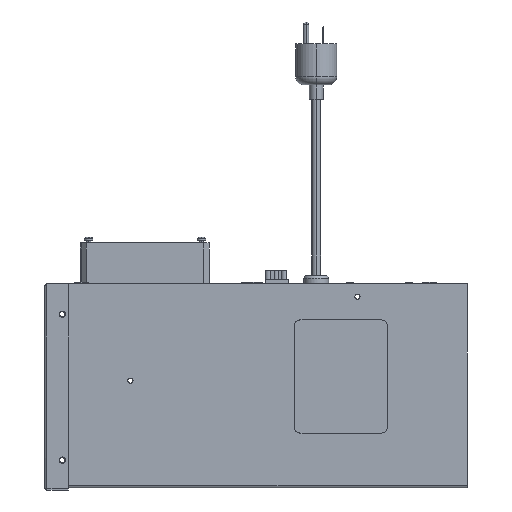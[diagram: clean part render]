
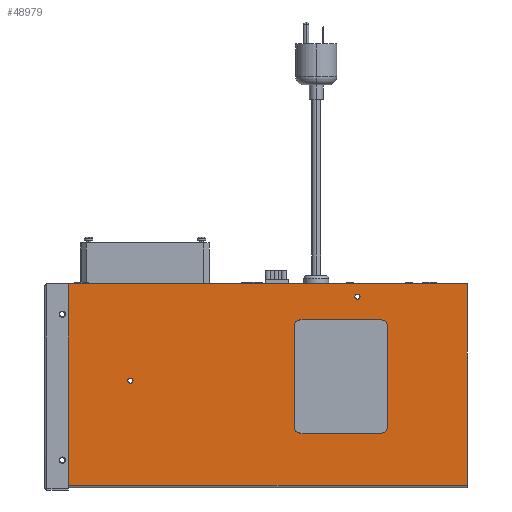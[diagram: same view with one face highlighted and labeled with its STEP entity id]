
A CAD part, left-side view. The second image highlights one B-rep face of the part: STEP entity #48979.
In plain terms, the highlighted planar face has unit normal (-1, 0, 0).
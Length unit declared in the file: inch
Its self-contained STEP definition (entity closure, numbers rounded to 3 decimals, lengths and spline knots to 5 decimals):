
#1427 = EDGE_CURVE ( 'NONE', #76413, #60217, #72522, .T. ) ;
#2225 = DIRECTION ( 'NONE',  ( -1., 0., 0. ) ) ;
#2770 = CIRCLE ( 'NONE', #19395, 0.09449 ) ;
#5148 = AXIS2_PLACEMENT_3D ( 'NONE', #8233, #103058, #103631 ) ;
#5887 = DIRECTION ( 'NONE',  ( -1., 0., 0. ) ) ;
#7097 = FACE_BOUND ( 'NONE', #29939, .T. ) ;
#7499 = DIRECTION ( 'NONE',  ( -1., 0., 0. ) ) ;
#8233 = CARTESIAN_POINT ( 'NONE',  ( -3.5, -0.55118, 3.7978 ) ) ;
#8845 = EDGE_CURVE ( 'NONE', #73572, #95163, #15512, .T. ) ;
#10382 = VERTEX_POINT ( 'NONE', #96354 ) ;
#12859 = CARTESIAN_POINT ( 'NONE',  ( -3.5, -0.55118, -3.5762 ) ) ;
#13809 = VECTOR ( 'NONE', #93285, 39.37008 ) ;
#14363 = AXIS2_PLACEMENT_3D ( 'NONE', #22254, #83150, #39515 ) ;
#14736 = AXIS2_PLACEMENT_3D ( 'NONE', #84068, #5887, #41551 ) ;
#15512 = CIRCLE ( 'NONE', #110947, 0.09449 ) ;
#15987 = LINE ( 'NONE', #78001, #35724 ) ;
#17302 = CARTESIAN_POINT ( 'NONE',  ( -3.5, 14.26299, 2.59308 ) ) ;
#17759 = CIRCLE ( 'NONE', #81957, 0.09449 ) ;
#17906 = ORIENTED_EDGE ( 'NONE', *, *, #78792, .F. ) ;
#19395 = AXIS2_PLACEMENT_3D ( 'NONE', #107031, #53076, #80034 ) ;
#19589 = CARTESIAN_POINT ( 'NONE',  ( -3.5, -0.55118, -3.5762 ) ) ;
#20001 = CARTESIAN_POINT ( 'NONE',  ( -3.5, 3.46921, 3.41949 ) ) ;
#21922 = LINE ( 'NONE', #91436, #81959 ) ;
#22254 = CARTESIAN_POINT ( 'NONE',  ( -3.5, 14.26299, 2.68757 ) ) ;
#22466 = DIRECTION ( 'NONE',  ( 0., 0.707, -0.707 ) ) ;
#22717 = CARTESIAN_POINT ( 'NONE',  ( -3.5, -0.55118, 3.7978 ) ) ;
#24007 = VECTOR ( 'NONE', #107219, 39.37008 ) ;
#24839 = EDGE_CURVE ( 'NONE', #48167, #35786, #21922, .T. ) ;
#25277 = EDGE_CURVE ( 'NONE', #110668, #10382, #15987, .T. ) ;
#26550 = EDGE_CURVE ( 'NONE', #54713, #42966, #51358, .T. ) ;
#26877 = ORIENTED_EDGE ( 'NONE', *, *, #48668, .F. ) ;
#28318 = VERTEX_POINT ( 'NONE', #103311 ) ;
#28631 = CARTESIAN_POINT ( 'NONE',  ( -3.5, 14.26299, -2.55531 ) ) ;
#29258 = DIRECTION ( 'NONE',  ( 0., 0., -1. ) ) ;
#29939 = EDGE_LOOP ( 'NONE', ( #36717, #94476 ) ) ;
#30289 = CARTESIAN_POINT ( 'NONE',  ( -3.5, 14.26299, -2.6498 ) ) ;
#31060 = ORIENTED_EDGE ( 'NONE', *, *, #93958, .T. ) ;
#32809 = CARTESIAN_POINT ( 'NONE',  ( -3.5, 14.80315, 3.714 ) ) ;
#32971 = LINE ( 'NONE', #101333, #13809 ) ;
#33570 = FACE_OUTER_BOUND ( 'NONE', #108470, .T. ) ;
#35698 = CARTESIAN_POINT ( 'NONE',  ( -3.5, 3.46921, 3.325 ) ) ;
#35724 = VECTOR ( 'NONE', #41856, 39.37008 ) ;
#35740 = VERTEX_POINT ( 'NONE', #95523 ) ;
#35786 = VERTEX_POINT ( 'NONE', #53046 ) ;
#36717 = ORIENTED_EDGE ( 'NONE', *, *, #72852, .F. ) ;
#36937 = DIRECTION ( 'NONE',  ( 0., 0., -1. ) ) ;
#37871 = DIRECTION ( 'NONE',  ( -1., 0., 0. ) ) ;
#38448 = CARTESIAN_POINT ( 'NONE',  ( -3.5, 11.77197, 0.2532 ) ) ;
#38777 = CARTESIAN_POINT ( 'NONE',  ( -3.5, 11.77197, 0.34769 ) ) ;
#39515 = DIRECTION ( 'NONE',  ( 0., 0., -1. ) ) ;
#39672 = CARTESIAN_POINT ( 'NONE',  ( -3.5, 14.26299, -2.74429 ) ) ;
#41551 = DIRECTION ( 'NONE',  ( 0., 0., -1. ) ) ;
#41856 = DIRECTION ( 'NONE',  ( 0., 0., -1. ) ) ;
#41920 = CIRCLE ( 'NONE', #14363, 0.09449 ) ;
#42736 = FACE_BOUND ( 'NONE', #72466, .T. ) ;
#42966 = VERTEX_POINT ( 'NONE', #39672 ) ;
#43022 = CIRCLE ( 'NONE', #83351, 0.09449 ) ;
#46577 = ORIENTED_EDGE ( 'NONE', *, *, #109130, .F. ) ;
#46674 = CARTESIAN_POINT ( 'NONE',  ( -3.5, -0.55118, 3.7978 ) ) ;
#46956 = DIRECTION ( 'NONE',  ( 0., 0., -1. ) ) ;
#47705 = CIRCLE ( 'NONE', #14736, 0.09449 ) ;
#48167 = VERTEX_POINT ( 'NONE', #86368 ) ;
#48668 = EDGE_CURVE ( 'NONE', #95163, #73572, #41920, .T. ) ;
#48979 = ADVANCED_FACE ( 'NONE', ( #42736, #85837, #7097, #69161, #33570 ), #68571, .F. ) ;
#50529 = EDGE_LOOP ( 'NONE', ( #26877, #68601 ) ) ;
#51358 = CIRCLE ( 'NONE', #66051, 0.09449 ) ;
#53046 = CARTESIAN_POINT ( 'NONE',  ( -3.5, 14.43701, 3.714 ) ) ;
#53076 = DIRECTION ( 'NONE',  ( -1., 0., 0. ) ) ;
#54713 = VERTEX_POINT ( 'NONE', #28631 ) ;
#60217 = VERTEX_POINT ( 'NONE', #12859 ) ;
#65231 = ORIENTED_EDGE ( 'NONE', *, *, #26550, .F. ) ;
#66051 = AXIS2_PLACEMENT_3D ( 'NONE', #30289, #90602, #46956 ) ;
#68571 = PLANE ( 'NONE',  #5148 ) ;
#68601 = ORIENTED_EDGE ( 'NONE', *, *, #8845, .F. ) ;
#68661 = AXIS2_PLACEMENT_3D ( 'NONE', #79268, #2225, #90152 ) ;
#69161 = FACE_BOUND ( 'NONE', #89602, .T. ) ;
#70620 = DIRECTION ( 'NONE',  ( 0., 0., -1. ) ) ;
#72466 = EDGE_LOOP ( 'NONE', ( #46577, #65231 ) ) ;
#72522 = LINE ( 'NONE', #46674, #75898 ) ;
#72852 = EDGE_CURVE ( 'NONE', #28318, #112915, #47705, .T. ) ;
#73572 = VERTEX_POINT ( 'NONE', #87771 ) ;
#74987 = ORIENTED_EDGE ( 'NONE', *, *, #25277, .T. ) ;
#75898 = VECTOR ( 'NONE', #36937, 39.37008 ) ;
#76413 = VERTEX_POINT ( 'NONE', #22717 ) ;
#78001 = CARTESIAN_POINT ( 'NONE',  ( -3.5, 14.80315, 3.7978 ) ) ;
#78792 = EDGE_CURVE ( 'NONE', #35740, #91252, #86966, .T. ) ;
#79268 = CARTESIAN_POINT ( 'NONE',  ( -3.5, 11.77197, 0.2532 ) ) ;
#80034 = DIRECTION ( 'NONE',  ( 0., 0., -1. ) ) ;
#80232 = CARTESIAN_POINT ( 'NONE',  ( -3.5, -0.55118, 3.7978 ) ) ;
#81863 = EDGE_CURVE ( 'NONE', #91252, #35740, #43022, .T. ) ;
#81957 = AXIS2_PLACEMENT_3D ( 'NONE', #35698, #7499, #104059 ) ;
#81959 = VECTOR ( 'NONE', #22466, 39.37008 ) ;
#83150 = DIRECTION ( 'NONE',  ( -1., 0., 0. ) ) ;
#83351 = AXIS2_PLACEMENT_3D ( 'NONE', #38448, #37871, #29258 ) ;
#84068 = CARTESIAN_POINT ( 'NONE',  ( -3.5, 3.46921, 3.325 ) ) ;
#85837 = FACE_BOUND ( 'NONE', #50529, .T. ) ;
#86042 = EDGE_CURVE ( 'NONE', #76413, #48167, #98025, .T. ) ;
#86368 = CARTESIAN_POINT ( 'NONE',  ( -3.5, 14.35321, 3.7978 ) ) ;
#86966 = CIRCLE ( 'NONE', #68661, 0.09449 ) ;
#87771 = CARTESIAN_POINT ( 'NONE',  ( -3.5, 14.26299, 2.78205 ) ) ;
#87875 = DIRECTION ( 'NONE',  ( -1., 0., 0. ) ) ;
#89602 = EDGE_LOOP ( 'NONE', ( #17906, #106084 ) ) ;
#90152 = DIRECTION ( 'NONE',  ( 0., 0., -1. ) ) ;
#90602 = DIRECTION ( 'NONE',  ( -1., 0., 0. ) ) ;
#91252 = VERTEX_POINT ( 'NONE', #38777 ) ;
#91436 = CARTESIAN_POINT ( 'NONE',  ( -3.5, 6.90101, 11.25 ) ) ;
#93285 = DIRECTION ( 'NONE',  ( 0., 1., 0. ) ) ;
#93468 = ORIENTED_EDGE ( 'NONE', *, *, #24839, .T. ) ;
#93958 = EDGE_CURVE ( 'NONE', #35786, #110668, #32971, .T. ) ;
#94320 = ORIENTED_EDGE ( 'NONE', *, *, #86042, .T. ) ;
#94476 = ORIENTED_EDGE ( 'NONE', *, *, #99008, .F. ) ;
#95163 = VERTEX_POINT ( 'NONE', #17302 ) ;
#95523 = CARTESIAN_POINT ( 'NONE',  ( -3.5, 11.77197, 0.15871 ) ) ;
#96354 = CARTESIAN_POINT ( 'NONE',  ( -3.5, 14.80315, -3.5762 ) ) ;
#97597 = CARTESIAN_POINT ( 'NONE',  ( -3.5, 14.26299, 2.68757 ) ) ;
#98025 = LINE ( 'NONE', #80232, #24007 ) ;
#98384 = ORIENTED_EDGE ( 'NONE', *, *, #105099, .F. ) ;
#99008 = EDGE_CURVE ( 'NONE', #112915, #28318, #17759, .T. ) ;
#101333 = CARTESIAN_POINT ( 'NONE',  ( -3.5, -0.55118, 3.714 ) ) ;
#102731 = ORIENTED_EDGE ( 'NONE', *, *, #1427, .F. ) ;
#103058 = DIRECTION ( 'NONE',  ( 1., 0., 0. ) ) ;
#103311 = CARTESIAN_POINT ( 'NONE',  ( -3.5, 3.46921, 3.23051 ) ) ;
#103631 = DIRECTION ( 'NONE',  ( 0., -1., 0. ) ) ;
#104059 = DIRECTION ( 'NONE',  ( 0., 0., -1. ) ) ;
#105083 = VECTOR ( 'NONE', #106343, 39.37008 ) ;
#105099 = EDGE_CURVE ( 'NONE', #60217, #10382, #105780, .T. ) ;
#105780 = LINE ( 'NONE', #19589, #105083 ) ;
#106084 = ORIENTED_EDGE ( 'NONE', *, *, #81863, .F. ) ;
#106343 = DIRECTION ( 'NONE',  ( 0., 1., 0. ) ) ;
#107031 = CARTESIAN_POINT ( 'NONE',  ( -3.5, 14.26299, -2.6498 ) ) ;
#107219 = DIRECTION ( 'NONE',  ( 0., 1., 0. ) ) ;
#108470 = EDGE_LOOP ( 'NONE', ( #93468, #31060, #74987, #98384, #102731, #94320 ) ) ;
#109130 = EDGE_CURVE ( 'NONE', #42966, #54713, #2770, .T. ) ;
#110668 = VERTEX_POINT ( 'NONE', #32809 ) ;
#110947 = AXIS2_PLACEMENT_3D ( 'NONE', #97597, #87875, #70620 ) ;
#112915 = VERTEX_POINT ( 'NONE', #20001 ) ;
